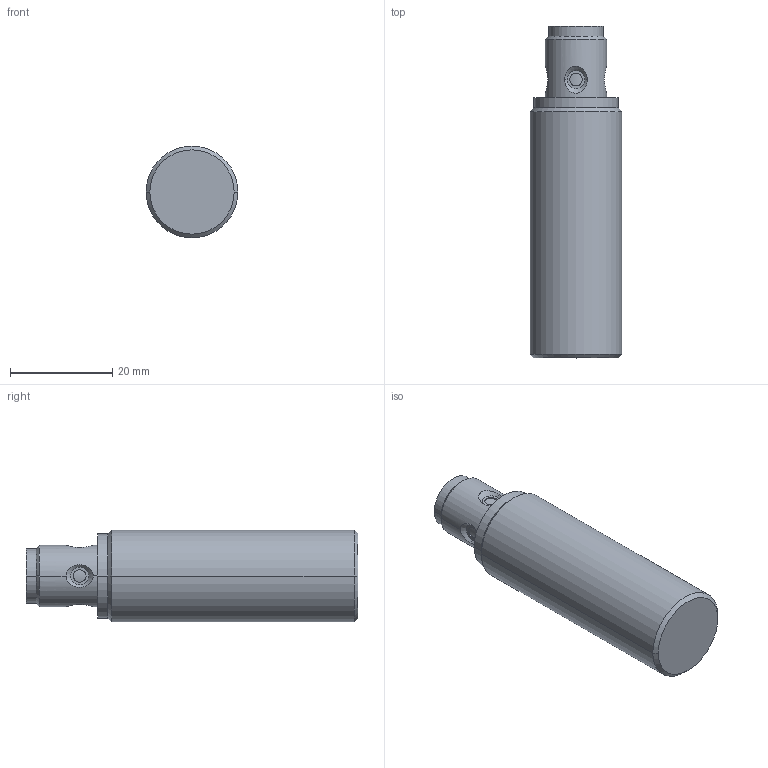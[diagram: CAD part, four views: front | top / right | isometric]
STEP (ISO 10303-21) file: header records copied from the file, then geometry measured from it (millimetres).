
FILE_DESCRIPTION((''),'2;1');
FILE_NAME('DM_CAD-2296_SW0001','2016-06-16T',('creinig-se'),(''),'PRO/ENGINEER BY PARAMETRIC TECHNOLOGY CORPORATION, 2015440','PRO/ENGINEER BY PARAMETRIC TECHNOLOGY CORPORATION, 2015440','');
FILE_SCHEMA(('CONFIG_CONTROL_DESIGN'));
Length unit declared in the file: millimetre
Products named in the file (1): DM_CAD-2296_SW0001
Bounding box: 18 x 65 x 18 mm (x, y, z)
Volume: 13805.9 mm3; surface area: 4217.2 mm2
Topology: 1 solids, 1 shells, 62 faces, 187 edges, 185 vertices
Faces by surface type: cylinder 29, cone 14, plane 13, sphere 6
Entity records: 3022 total; most frequent: CARTESIAN_POINT 654, DIRECTION 365, ORIENTED_EDGE 260, AXIS2_PLACEMENT_3D 141, EDGE_CURVE 130, PRESENTATION_STYLE_ASSIGNMENT 114, STYLED_ITEM 114, FILL_AREA_STYLE_COLOUR 85
